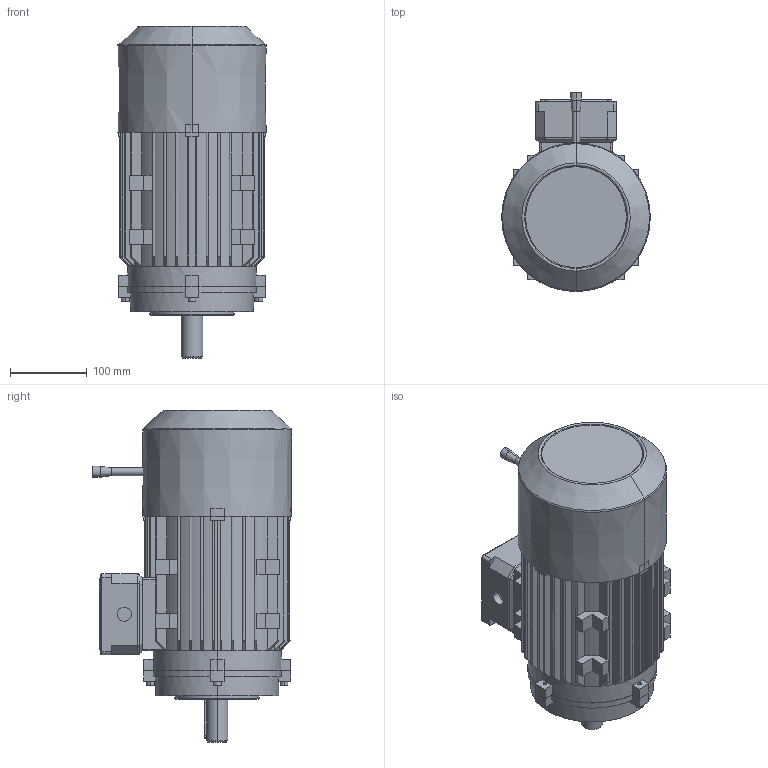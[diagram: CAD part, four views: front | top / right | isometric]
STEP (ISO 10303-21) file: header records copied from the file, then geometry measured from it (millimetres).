
FILE_DESCRIPTION (( 'STEP AP203' ), '1' );
FILE_NAME ('蚾饜极1-100B14-价陬.STEP', '2022-09-05T07:40:14', ( 'YOS' ), ( 'MS' ), 'SwSTEP 2.0', 'SolidWorks 2018', '' );
FILE_SCHEMA (( 'CONFIG_CONTROL_DESIGN' ));
Length unit declared in the file: millimetre
Products named in the file (7): ヶ裔100B14; 100L价陬瑞欶; 3瘍; 100粣芛; 100儂釱; hexagon socket head cap screws gb_GB_FASTENER_SCREWS_HSHCS M6X12-N; 蚾饜极1-100B14-价陬
Assembly tree (9 placements, depth 2):
  蚾饜极1-100B14-价陬
    100儂釱
    3瘍
    100粣芛
    hexagon socket head cap screws gb_GB_FASTENER_SCREWS_HSHCS M6X12-N  x4
    ヶ裔100B14
    100L价陬瑞欶
Bounding box: 193.6 x 259.3 x 432.5 mm (x, y, z)
Volume: 5695862.9 mm3; surface area: 663105.2 mm2
Topology: 10 solids, 10 shells, 683 faces, 1760 edges, 1107 vertices
Faces by surface type: plane 369, cylinder 232, cone 48, torus 34
Entity records: 20451 total; most frequent: CARTESIAN_POINT 4573, DIRECTION 3170, ORIENTED_EDGE 3168, EDGE_CURVE 1584, AXIS2_PLACEMENT_3D 1125, VERTEX_POINT 1008, VECTOR 920, LINE 920
